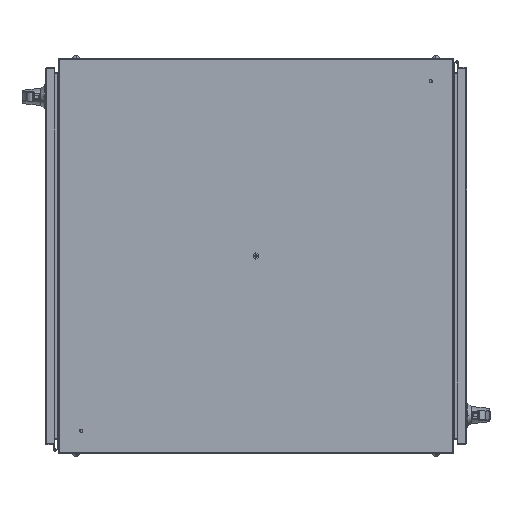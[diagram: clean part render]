
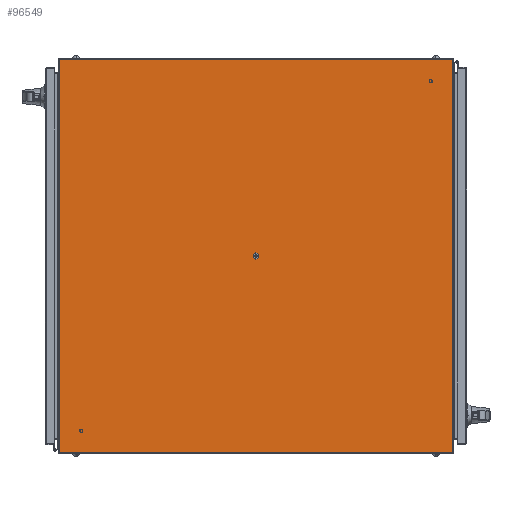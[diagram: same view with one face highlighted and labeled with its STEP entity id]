
A CAD part, front view. The second image highlights one B-rep face of the part: STEP entity #96549.
In plain terms, the highlighted face is planar.
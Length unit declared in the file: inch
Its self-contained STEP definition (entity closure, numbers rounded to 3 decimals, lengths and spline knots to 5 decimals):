
#1864 = LINE ( 'NONE', #47016, #153078 ) ;
#6270 = EDGE_LOOP ( 'NONE', ( #51895, #50601, #90945, #67343 ) ) ;
#14162 = CARTESIAN_POINT ( 'NONE',  ( -17.935, 17.887, 0. ) ) ;
#15190 = CARTESIAN_POINT ( 'NONE',  ( 17.935, 18.03, 0. ) ) ;
#15399 = VECTOR ( 'NONE', #110624, 39.37008 ) ;
#19455 = CARTESIAN_POINT ( 'NONE',  ( 17.935, 17.887, 0. ) ) ;
#21765 = VERTEX_POINT ( 'NONE', #19455 ) ;
#27080 = DIRECTION ( 'NONE',  ( 0., -1., 0. ) ) ;
#33505 = DIRECTION ( 'NONE',  ( -1., 0., 0. ) ) ;
#41119 = FACE_OUTER_BOUND ( 'NONE', #6270, .T. ) ;
#47016 = CARTESIAN_POINT ( 'NONE',  ( 17.935, -17.887, 0. ) ) ;
#50601 = ORIENTED_EDGE ( 'NONE', *, *, #129492, .F. ) ;
#51895 = ORIENTED_EDGE ( 'NONE', *, *, #183781, .F. ) ;
#53253 = LINE ( 'NONE', #148227, #98493 ) ;
#57406 = DIRECTION ( 'NONE',  ( 1., 0., 0. ) ) ;
#59211 = LINE ( 'NONE', #83256, #181002 ) ;
#63480 = CARTESIAN_POINT ( 'NONE',  ( 17.935, -17.887, 0. ) ) ;
#63950 = EDGE_CURVE ( 'NONE', #90829, #89406, #59211, .T. ) ;
#67343 = ORIENTED_EDGE ( 'NONE', *, *, #63950, .F. ) ;
#71893 = LINE ( 'NONE', #168082, #15399 ) ;
#83256 = CARTESIAN_POINT ( 'NONE',  ( -17.935, 18.03, 0. ) ) ;
#89406 = VERTEX_POINT ( 'NONE', #91711 ) ;
#90829 = VERTEX_POINT ( 'NONE', #14162 ) ;
#90945 = ORIENTED_EDGE ( 'NONE', *, *, #140083, .F. ) ;
#91711 = CARTESIAN_POINT ( 'NONE',  ( -17.935, -17.887, 0. ) ) ;
#96549 = ADVANCED_FACE ( 'NONE', ( #41119 ), #172191, .F. ) ;
#98493 = VECTOR ( 'NONE', #33505, 39.37008 ) ;
#110624 = DIRECTION ( 'NONE',  ( 0., 1., 0. ) ) ;
#123943 = AXIS2_PLACEMENT_3D ( 'NONE', #15190, #129820, #57406 ) ;
#129492 = EDGE_CURVE ( 'NONE', #134192, #21765, #71893, .T. ) ;
#129820 = DIRECTION ( 'NONE',  ( 0., 0., 1. ) ) ;
#134192 = VERTEX_POINT ( 'NONE', #63480 ) ;
#140083 = EDGE_CURVE ( 'NONE', #89406, #134192, #1864, .T. ) ;
#147826 = DIRECTION ( 'NONE',  ( 1., 0., 0. ) ) ;
#148227 = CARTESIAN_POINT ( 'NONE',  ( 17.935, 17.887, 0. ) ) ;
#153078 = VECTOR ( 'NONE', #147826, 39.37008 ) ;
#168082 = CARTESIAN_POINT ( 'NONE',  ( 17.935, 18.03, 0. ) ) ;
#172191 = PLANE ( 'NONE',  #123943 ) ;
#181002 = VECTOR ( 'NONE', #27080, 39.37008 ) ;
#183781 = EDGE_CURVE ( 'NONE', #21765, #90829, #53253, .T. ) ;
